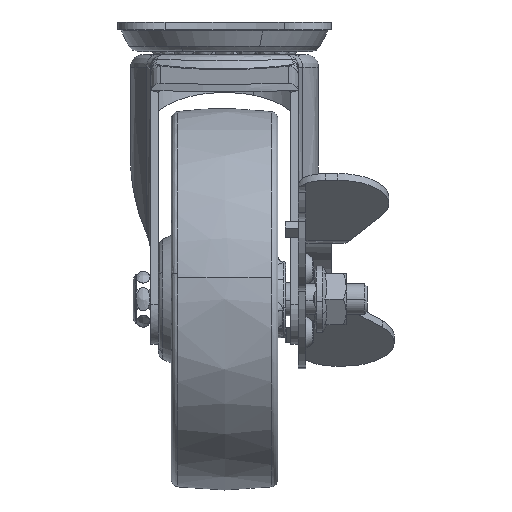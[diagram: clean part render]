
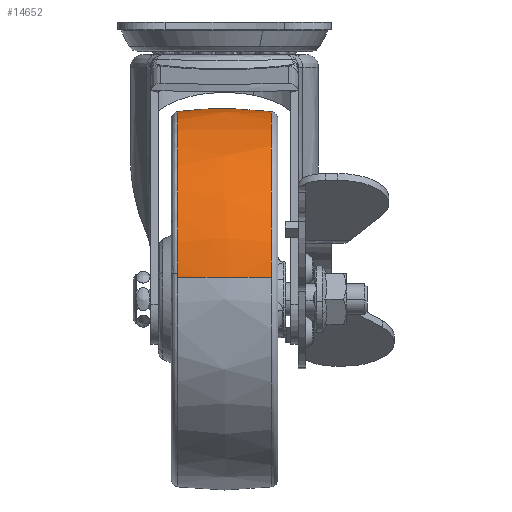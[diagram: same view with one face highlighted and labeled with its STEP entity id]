
A CAD part, left-side view. The second image highlights one B-rep face of the part: STEP entity #14652.
In plain terms, the highlighted free-form (B-spline) face has degree [2, 2] with [5, 3] control points.
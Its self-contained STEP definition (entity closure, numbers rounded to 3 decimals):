
#13810=CARTESIAN_POINT('',(-29.0,-9.197,-16.107));
#13811=VERTEX_POINT('',#13810);
#13825=CARTESIAN_POINT('',(-65.646,-9.197,-48.74));
#13826=VERTEX_POINT('',#13825);
#13827=CARTESIAN_POINT('',(-29.0,-9.197,-16.107));
#13828=CARTESIAN_POINT('',(-61.853,-9.197,-16.107));
#13829=CARTESIAN_POINT('',(-65.646,-9.197,-48.74));
#13837=(BOUNDED_CURVE()B_SPLINE_CURVE(2,(#13827,#13828,#13829),.UNSPECIFIED.,.F.,.U.)B_SPLINE_CURVE_WITH_KNOTS((3,3),(0.5,0.73),.UNSPECIFIED.)CURVE()GEOMETRIC_REPRESENTATION_ITEM()RATIONAL_B_SPLINE_CURVE((1.0,0.731,0.957))REPRESENTATION_ITEM(''));
#13838=EDGE_CURVE('',#13811,#13826,#13837,.T.);
#13899=CARTESIAN_POINT('',(-29.0,9.197,-16.107));
#13900=VERTEX_POINT('',#13899);
#13963=CARTESIAN_POINT('',(-65.541,9.197,-47.916));
#13964=VERTEX_POINT('',#13963);
#13978=CARTESIAN_POINT('',(-29.0,9.197,-16.107));
#13979=CARTESIAN_POINT('',(-61.116,9.197,-16.107));
#13980=CARTESIAN_POINT('',(-65.541,9.197,-47.916));
#13988=(BOUNDED_CURVE()B_SPLINE_CURVE(2,(#13978,#13979,#13980),.UNSPECIFIED.,.F.,.U.)B_SPLINE_CURVE_WITH_KNOTS((3,3),(0.5,0.726),.UNSPECIFIED.)CURVE()GEOMETRIC_REPRESENTATION_ITEM()RATIONAL_B_SPLINE_CURVE((1.0,0.735,0.95))REPRESENTATION_ITEM(''));
#13989=EDGE_CURVE('',#13900,#13964,#13988,.T.);
#14038=CARTESIAN_POINT('',(-65.646,9.197,-48.74));
#14039=VERTEX_POINT('',#14038);
#14055=CARTESIAN_POINT('',(-65.541,9.197,-47.916));
#14056=CARTESIAN_POINT('',(-65.598,9.197,-48.328));
#14057=CARTESIAN_POINT('',(-65.646,9.197,-48.74));
#14065=(BOUNDED_CURVE()B_SPLINE_CURVE(2,(#14055,#14056,#14057),.UNSPECIFIED.,.F.,.U.)B_SPLINE_CURVE_WITH_KNOTS((3,3),(0.726,0.73),.UNSPECIFIED.)CURVE()GEOMETRIC_REPRESENTATION_ITEM()RATIONAL_B_SPLINE_CURVE((0.95,0.953,0.957))REPRESENTATION_ITEM(''));
#14066=EDGE_CURVE('',#13964,#14039,#14065,.T.);
#14583=CARTESIAN_POINT('',(-65.646,-9.197,-48.74));
#14584=CARTESIAN_POINT('',(-66.249,-4.619,-48.67));
#14585=CARTESIAN_POINT('',(-66.249,0.,-48.67));
#14586=CARTESIAN_POINT('',(-66.249,4.619,-48.67));
#14587=CARTESIAN_POINT('',(-65.646,9.197,-48.74));
#14595=(BOUNDED_CURVE()B_SPLINE_CURVE(2,(#14583,#14584,#14585,#14586,#14587),.UNSPECIFIED.,.F.,.U.)B_SPLINE_CURVE_WITH_KNOTS((3,2,3),(0.437,0.5,0.563),.UNSPECIFIED.)CURVE()GEOMETRIC_REPRESENTATION_ITEM()RATIONAL_B_SPLINE_CURVE((0.927,0.94,0.957,0.94,0.927))REPRESENTATION_ITEM(''));
#14596=EDGE_CURVE('',#13826,#14039,#14595,.T.);
#14601=CARTESIAN_POINT('',(-29.,-9.197,-16.107));
#14602=CARTESIAN_POINT('',(-29.0,-4.619,-15.5));
#14603=CARTESIAN_POINT('',(-29.0,0.,-15.5));
#14604=CARTESIAN_POINT('',(-29.,4.619,-15.5));
#14605=CARTESIAN_POINT('',(-29.,9.197,-16.107));
#14613=(BOUNDED_CURVE()B_SPLINE_CURVE(2,(#14601,#14602,#14603,#14604,#14605),.UNSPECIFIED.,.F.,.U.)B_SPLINE_CURVE_WITH_KNOTS((3,2,3),(0.437,0.5,0.563),.UNSPECIFIED.)CURVE()GEOMETRIC_REPRESENTATION_ITEM()RATIONAL_B_SPLINE_CURVE((0.968,0.982,1.0,0.982,0.968))REPRESENTATION_ITEM(''));
#14614=EDGE_CURVE('',#13811,#13900,#14613,.T.);
#14622=CARTESIAN_POINT('',(-29.,-10.125,-16.236));
#14623=CARTESIAN_POINT('',(-29.0,-5.089,-15.5));
#14624=CARTESIAN_POINT('',(-29.0,0.,-15.5));
#14625=CARTESIAN_POINT('',(-29.0,5.089,-15.5));
#14626=CARTESIAN_POINT('',(-29.,10.125,-16.236));
#14627=CARTESIAN_POINT('',(-61.738,-10.125,-16.236));
#14628=CARTESIAN_POINT('',(-62.393,-5.089,-15.5));
#14629=CARTESIAN_POINT('',(-62.393,0.,-15.5));
#14630=CARTESIAN_POINT('',(-62.393,5.089,-15.5));
#14631=CARTESIAN_POINT('',(-61.738,10.125,-16.236));
#14632=CARTESIAN_POINT('',(-65.518,-10.125,-48.755));
#14633=CARTESIAN_POINT('',(-66.249,-5.089,-48.67));
#14634=CARTESIAN_POINT('',(-66.249,0.,-48.67));
#14635=CARTESIAN_POINT('',(-66.249,5.089,-48.67));
#14636=CARTESIAN_POINT('',(-65.518,10.125,-48.755));
#14644=(BOUNDED_SURFACE()B_SPLINE_SURFACE(2,2,((#14622,#14627,#14632),(#14623,#14628,#14633),(#14624,#14629,#14634),(#14625,#14630,#14635),(#14626,#14631,#14636)),.UNSPECIFIED.,.F.,.F.,.U.)B_SPLINE_SURFACE_WITH_KNOTS((3,2,3),(3,3),(0.0,10.33,20.661),(0.0,57.099),.UNSPECIFIED.)GEOMETRIC_REPRESENTATION_ITEM()RATIONAL_B_SPLINE_SURFACE(((0.966,0.705,0.924),(0.98,0.716,0.938),(1.0,0.731,0.957),(0.98,0.716,0.938),(0.966,0.705,0.924)))REPRESENTATION_ITEM('')SURFACE());
#14645=ORIENTED_EDGE('',*,*,#13838,.F.);
#14646=ORIENTED_EDGE('',*,*,#14614,.T.);
#14647=ORIENTED_EDGE('',*,*,#13989,.T.);
#14648=ORIENTED_EDGE('',*,*,#14066,.T.);
#14649=ORIENTED_EDGE('',*,*,#14596,.F.);
#14650=EDGE_LOOP('',(#14645,#14646,#14647,#14648,#14649));
#14651=FACE_OUTER_BOUND('',#14650,.T.);
#14652=ADVANCED_FACE('',(#14651),#14644,.T.);
